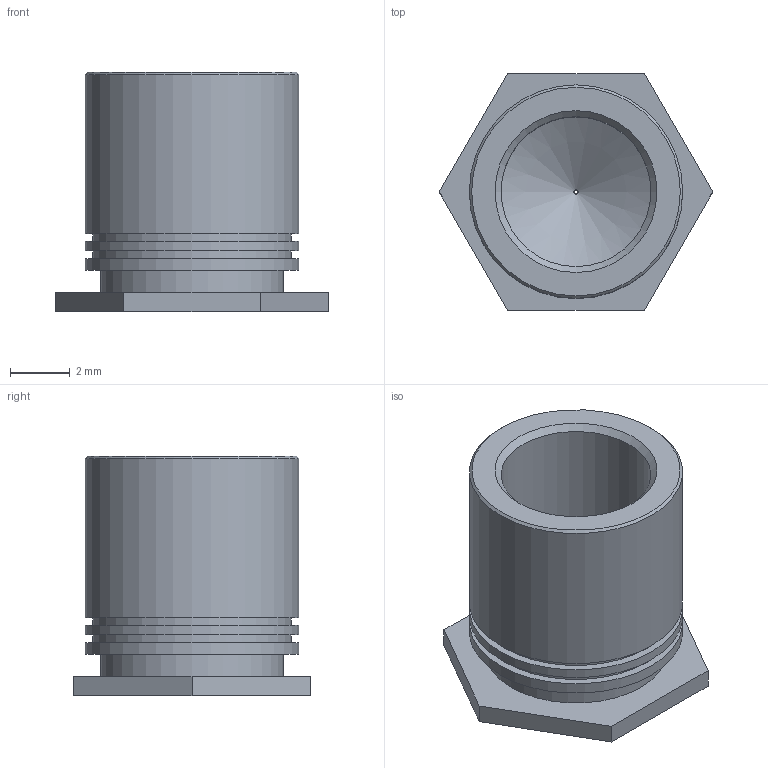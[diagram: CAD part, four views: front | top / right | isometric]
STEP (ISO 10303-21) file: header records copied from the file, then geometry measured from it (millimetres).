
FILE_DESCRIPTION((''),'2;1');
FILE_NAME('BSO-M5-8-ZI.stp','2012-07-02T08:22:54',('stlaus'),(''),'Autodesk Inventor 2011','Autodesk Inventor 2011','');
FILE_SCHEMA(('AUTOMOTIVE_DESIGN { 1 0 10303 214 1 1 1 1 }'));
Length unit declared in the file: millimetre
Products named in the file (2): Assembly1; BSO-M5-8 PEM BLIND STANDOFF
Assembly tree (1 placements, depth 2):
  Assembly1
    BSO-M5-8 PEM BLIND STANDOFF
Bounding box: 9.12 x 7.9 x 8 mm (x, y, z)
Volume: 178.1 mm3; surface area: 433.1 mm2
Topology: 1 solids, 1 shells, 24 faces, 47 edges, 31 vertices
Faces by surface type: plane 14, cylinder 7, cone 3
Full cylindrical faces by diameter (mm): 5 x1, 6.104 x1, 6.612 x2, 7.12 x3
Entity records: 610 total; most frequent: DIRECTION 106, CARTESIAN_POINT 91, ORIENTED_EDGE 70, AXIS2_PLACEMENT_3D 44, EDGE_LOOP 42, EDGE_CURVE 35, VERTEX_POINT 29, FACE_OUTER_BOUND 24
